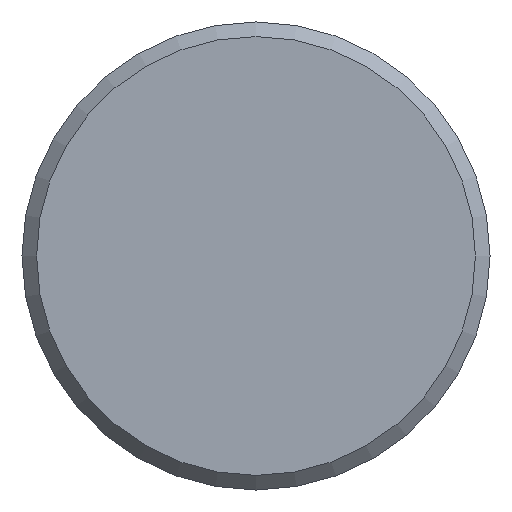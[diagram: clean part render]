
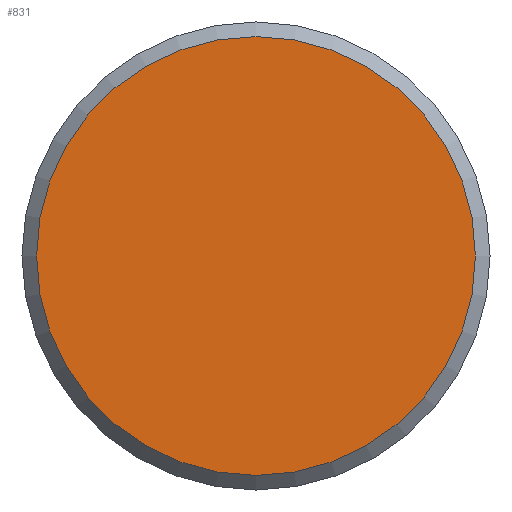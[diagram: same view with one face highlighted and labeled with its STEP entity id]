
A CAD part, front view. The second image highlights one B-rep face of the part: STEP entity #831.
In plain terms, the highlighted planar face has unit normal (0, -1, 0).
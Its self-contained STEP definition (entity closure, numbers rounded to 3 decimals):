
#59=PLANE('',#964);
#106=FACE_OUTER_BOUND('',#172,.T.);
#172=EDGE_LOOP('',(#677));
#315=CIRCLE('',#965,15.);
#382=VERTEX_POINT('',#1477);
#483=EDGE_CURVE('',#382,#382,#315,.T.);
#677=ORIENTED_EDGE('',*,*,#483,.T.);
#831=ADVANCED_FACE('',(#106),#59,.T.);
#964=AXIS2_PLACEMENT_3D('',#1476,#1217,#1218);
#965=AXIS2_PLACEMENT_3D('',#1478,#1219,#1220);
#1217=DIRECTION('center_axis',(0.,-1.,0.));
#1218=DIRECTION('ref_axis',(0.,0.,-1.));
#1219=DIRECTION('center_axis',(0.,-1.,0.));
#1220=DIRECTION('ref_axis',(1.,0.,0.));
#1476=CARTESIAN_POINT('Origin',(7.5,-15.,0.));
#1477=CARTESIAN_POINT('',(-15.,-15.,0.));
#1478=CARTESIAN_POINT('Origin',(0.,-15.,0.));
